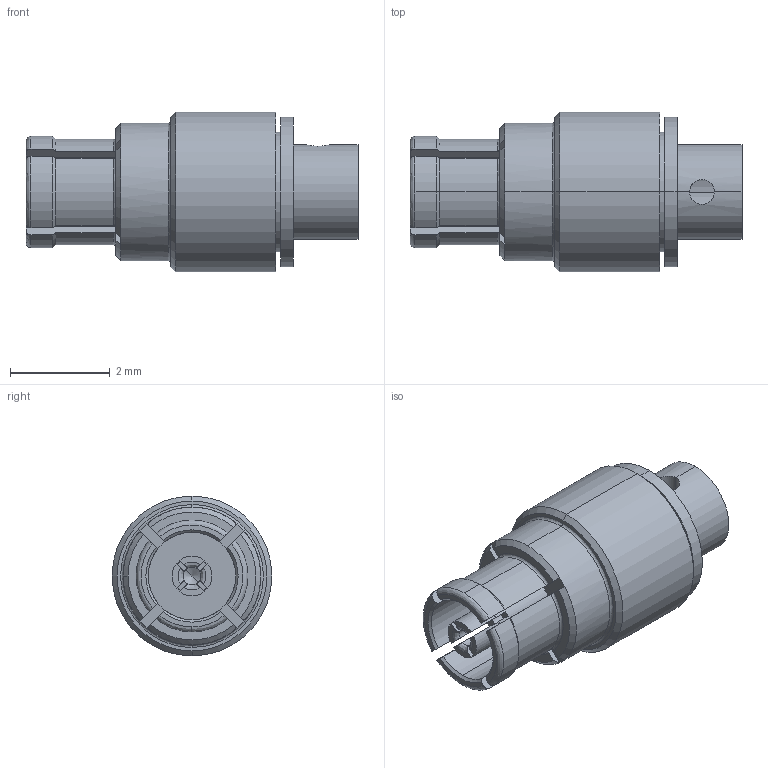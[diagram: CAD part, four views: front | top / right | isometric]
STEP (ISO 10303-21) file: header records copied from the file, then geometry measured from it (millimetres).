
FILE_DESCRIPTION (( 'STEP AP203' ), '1' );
FILE_NAME ('ÑÐ-50-6-01-Ð-06.STEP', '2020-05-22T05:47:50', ( 'Admin' ), ( '' ), 'SwSTEP 2.0', 'SolidWorks 2012', '' );
FILE_SCHEMA (( 'CONFIG_CONTROL_DESIGN' ));
Length unit declared in the file: millimetre
Products named in the file (1): ﾑﾐ-50-6-01-ﾐ-06
Bounding box: 6.65 x 3.2 x 3.2 mm (x, y, z)
Volume: 26.7 mm3; surface area: 173.6 mm2
Topology: 4 solids, 4 shells, 193 faces, 492 edges, 313 vertices
Faces by surface type: plane 70, cylinder 62, cone 31, bspline 30
Entity records: 6910 total; most frequent: CARTESIAN_POINT 2312, ORIENTED_EDGE 976, DIRECTION 929, EDGE_CURVE 488, AXIS2_PLACEMENT_3D 371, VERTEX_POINT 313, EDGE_LOOP 211, CIRCLE 207
